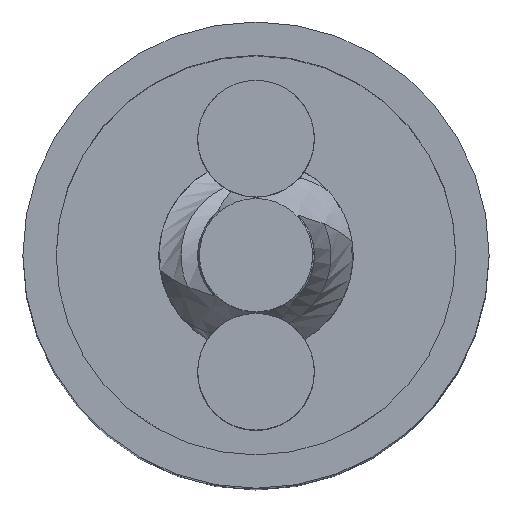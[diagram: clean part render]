
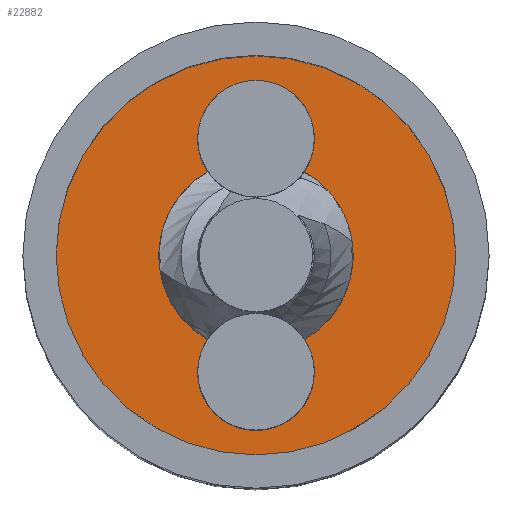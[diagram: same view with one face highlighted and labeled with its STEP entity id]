
A CAD part, top view. The second image highlights one B-rep face of the part: STEP entity #22882.
In plain terms, the highlighted planar face has unit normal (0, 0, 1).
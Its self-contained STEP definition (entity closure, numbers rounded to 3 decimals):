
#21955 = CYLINDRICAL_SURFACE('',#21956,35.);
#21956 = AXIS2_PLACEMENT_3D('',#21957,#21958,#21959);
#21957 = CARTESIAN_POINT('',(0.,70.,0.));
#21958 = DIRECTION('',(-0.,-0.,-1.));
#21959 = DIRECTION('',(1.,0.,0.));
#21984 = CYLINDRICAL_SURFACE('',#21985,58.333);
#21985 = AXIS2_PLACEMENT_3D('',#21986,#21987,#21988);
#21986 = CARTESIAN_POINT('',(0.,0.,0.));
#21987 = DIRECTION('',(-0.,-0.,-1.));
#21988 = DIRECTION('',(1.,0.,0.));
#22013 = CYLINDRICAL_SURFACE('',#22014,35.);
#22014 = AXIS2_PLACEMENT_3D('',#22015,#22016,#22017);
#22015 = CARTESIAN_POINT('',(0.,-70.,0.));
#22016 = DIRECTION('',(-0.,-0.,-1.));
#22017 = DIRECTION('',(1.,0.,0.));
#22040 = CYLINDRICAL_SURFACE('',#22041,58.333);
#22041 = AXIS2_PLACEMENT_3D('',#22042,#22043,#22044);
#22042 = CARTESIAN_POINT('',(0.,0.,0.));
#22043 = DIRECTION('',(-0.,-0.,-1.));
#22044 = DIRECTION('',(1.,0.,0.));
#22079 = CYLINDRICAL_SURFACE('',#22080,120.);
#22080 = AXIS2_PLACEMENT_3D('',#22081,#22082,#22083);
#22081 = CARTESIAN_POINT('',(0.,0.,406.667));
#22082 = DIRECTION('',(-0.,-0.,-1.));
#22083 = DIRECTION('',(1.,0.,0.));
#22621 = VERTEX_POINT('',#22622);
#22622 = CARTESIAN_POINT('',(29.102,50.556,
    406.667));
#22643 = VERTEX_POINT('',#22644);
#22644 = CARTESIAN_POINT('',(-29.102,50.556,
    406.667));
#22663 = EDGE_CURVE('',#22643,#22621,#22664,.T.);
#22664 = SURFACE_CURVE('',#22665,(#22670,#22677),.PCURVE_S1.);
#22665 = CIRCLE('',#22666,35.);
#22666 = AXIS2_PLACEMENT_3D('',#22667,#22668,#22669);
#22667 = CARTESIAN_POINT('',(0.,70.,406.667));
#22668 = DIRECTION('',(0.,0.,-1.));
#22669 = DIRECTION('',(1.,0.,0.));
#22670 = PCURVE('',#21955,#22671);
#22671 = DEFINITIONAL_REPRESENTATION('',(#22672),#22676);
#22672 = LINE('',#22673,#22674);
#22673 = CARTESIAN_POINT('',(0.,-406.667));
#22674 = VECTOR('',#22675,1.);
#22675 = DIRECTION('',(1.,-0.));
#22676 = ( GEOMETRIC_REPRESENTATION_CONTEXT(2) 
PARAMETRIC_REPRESENTATION_CONTEXT() REPRESENTATION_CONTEXT('2D SPACE',''
  ) );
#22677 = PCURVE('',#22678,#22683);
#22678 = PLANE('',#22679);
#22679 = AXIS2_PLACEMENT_3D('',#22680,#22681,#22682);
#22680 = CARTESIAN_POINT('',(0.,0.,
    406.667));
#22681 = DIRECTION('',(0.,0.,1.));
#22682 = DIRECTION('',(1.,0.,-0.));
#22683 = DEFINITIONAL_REPRESENTATION('',(#22684),#22692);
#22684 = ( BOUNDED_CURVE() B_SPLINE_CURVE(2,(#22685,#22686,#22687,#22688
    ,#22689,#22690,#22691),.UNSPECIFIED.,.T.,.F.) 
B_SPLINE_CURVE_WITH_KNOTS((1,2,2,2,2,1),(-2.094,0.,
    2.094,4.189,6.283,8.378),
.UNSPECIFIED.) CURVE() GEOMETRIC_REPRESENTATION_ITEM() 
RATIONAL_B_SPLINE_CURVE((1.,0.5,1.,0.5,1.,0.5,1.)) REPRESENTATION_ITEM(
  '') );
#22685 = CARTESIAN_POINT('',(35.,70.));
#22686 = CARTESIAN_POINT('',(35.,9.378));
#22687 = CARTESIAN_POINT('',(-17.5,39.689));
#22688 = CARTESIAN_POINT('',(-70.,70.));
#22689 = CARTESIAN_POINT('',(-17.5,100.311));
#22690 = CARTESIAN_POINT('',(35.,130.622));
#22691 = CARTESIAN_POINT('',(35.,70.));
#22692 = ( GEOMETRIC_REPRESENTATION_CONTEXT(2) 
PARAMETRIC_REPRESENTATION_CONTEXT() REPRESENTATION_CONTEXT('2D SPACE',''
  ) );
#22698 = EDGE_CURVE('',#22621,#22699,#22701,.T.);
#22699 = VERTEX_POINT('',#22700);
#22700 = CARTESIAN_POINT('',(29.102,-50.556,
    406.667));
#22701 = SURFACE_CURVE('',#22702,(#22707,#22714),.PCURVE_S1.);
#22702 = CIRCLE('',#22703,58.333);
#22703 = AXIS2_PLACEMENT_3D('',#22704,#22705,#22706);
#22704 = CARTESIAN_POINT('',(0.,0.,406.667));
#22705 = DIRECTION('',(0.,0.,-1.));
#22706 = DIRECTION('',(1.,0.,0.));
#22707 = PCURVE('',#21984,#22708);
#22708 = DEFINITIONAL_REPRESENTATION('',(#22709),#22713);
#22709 = LINE('',#22710,#22711);
#22710 = CARTESIAN_POINT('',(-6.283,-406.667));
#22711 = VECTOR('',#22712,1.);
#22712 = DIRECTION('',(1.,-0.));
#22713 = ( GEOMETRIC_REPRESENTATION_CONTEXT(2) 
PARAMETRIC_REPRESENTATION_CONTEXT() REPRESENTATION_CONTEXT('2D SPACE',''
  ) );
#22714 = PCURVE('',#22678,#22715);
#22715 = DEFINITIONAL_REPRESENTATION('',(#22716),#22724);
#22716 = ( BOUNDED_CURVE() B_SPLINE_CURVE(2,(#22717,#22718,#22719,#22720
    ,#22721,#22722,#22723),.UNSPECIFIED.,.T.,.F.) 
B_SPLINE_CURVE_WITH_KNOTS((1,2,2,2,2,1),(-2.094,0.,
    2.094,4.189,6.283,8.378),
.UNSPECIFIED.) CURVE() GEOMETRIC_REPRESENTATION_ITEM() 
RATIONAL_B_SPLINE_CURVE((1.,0.5,1.,0.5,1.,0.5,1.)) REPRESENTATION_ITEM(
  '') );
#22717 = CARTESIAN_POINT('',(58.333,0.));
#22718 = CARTESIAN_POINT('',(58.333,-101.036));
#22719 = CARTESIAN_POINT('',(-29.167,-50.518));
#22720 = CARTESIAN_POINT('',(-116.667,0.));
#22721 = CARTESIAN_POINT('',(-29.167,50.518));
#22722 = CARTESIAN_POINT('',(58.333,101.036));
#22723 = CARTESIAN_POINT('',(58.333,0.));
#22724 = ( GEOMETRIC_REPRESENTATION_CONTEXT(2) 
PARAMETRIC_REPRESENTATION_CONTEXT() REPRESENTATION_CONTEXT('2D SPACE',''
  ) );
#22750 = VERTEX_POINT('',#22751);
#22751 = CARTESIAN_POINT('',(-29.102,-50.556,
    406.667));
#22772 = EDGE_CURVE('',#22699,#22750,#22773,.T.);
#22773 = SURFACE_CURVE('',#22774,(#22779,#22786),.PCURVE_S1.);
#22774 = CIRCLE('',#22775,35.);
#22775 = AXIS2_PLACEMENT_3D('',#22776,#22777,#22778);
#22776 = CARTESIAN_POINT('',(0.,-70.,406.667));
#22777 = DIRECTION('',(0.,0.,-1.));
#22778 = DIRECTION('',(1.,0.,0.));
#22779 = PCURVE('',#22013,#22780);
#22780 = DEFINITIONAL_REPRESENTATION('',(#22781),#22785);
#22781 = LINE('',#22782,#22783);
#22782 = CARTESIAN_POINT('',(-6.283,-406.667));
#22783 = VECTOR('',#22784,1.);
#22784 = DIRECTION('',(1.,-0.));
#22785 = ( GEOMETRIC_REPRESENTATION_CONTEXT(2) 
PARAMETRIC_REPRESENTATION_CONTEXT() REPRESENTATION_CONTEXT('2D SPACE',''
  ) );
#22786 = PCURVE('',#22678,#22787);
#22787 = DEFINITIONAL_REPRESENTATION('',(#22788),#22796);
#22788 = ( BOUNDED_CURVE() B_SPLINE_CURVE(2,(#22789,#22790,#22791,#22792
    ,#22793,#22794,#22795),.UNSPECIFIED.,.T.,.F.) 
B_SPLINE_CURVE_WITH_KNOTS((1,2,2,2,2,1),(-2.094,0.,
    2.094,4.189,6.283,8.378),
.UNSPECIFIED.) CURVE() GEOMETRIC_REPRESENTATION_ITEM() 
RATIONAL_B_SPLINE_CURVE((1.,0.5,1.,0.5,1.,0.5,1.)) REPRESENTATION_ITEM(
  '') );
#22789 = CARTESIAN_POINT('',(35.,-70.));
#22790 = CARTESIAN_POINT('',(35.,-130.622));
#22791 = CARTESIAN_POINT('',(-17.5,-100.311));
#22792 = CARTESIAN_POINT('',(-70.,-70.));
#22793 = CARTESIAN_POINT('',(-17.5,-39.689));
#22794 = CARTESIAN_POINT('',(35.,-9.378));
#22795 = CARTESIAN_POINT('',(35.,-70.));
#22796 = ( GEOMETRIC_REPRESENTATION_CONTEXT(2) 
PARAMETRIC_REPRESENTATION_CONTEXT() REPRESENTATION_CONTEXT('2D SPACE',''
  ) );
#22802 = EDGE_CURVE('',#22750,#22643,#22803,.T.);
#22803 = SURFACE_CURVE('',#22804,(#22809,#22816),.PCURVE_S1.);
#22804 = CIRCLE('',#22805,58.333);
#22805 = AXIS2_PLACEMENT_3D('',#22806,#22807,#22808);
#22806 = CARTESIAN_POINT('',(0.,0.,406.667));
#22807 = DIRECTION('',(0.,0.,-1.));
#22808 = DIRECTION('',(1.,0.,0.));
#22809 = PCURVE('',#22040,#22810);
#22810 = DEFINITIONAL_REPRESENTATION('',(#22811),#22815);
#22811 = LINE('',#22812,#22813);
#22812 = CARTESIAN_POINT('',(0.,-406.667));
#22813 = VECTOR('',#22814,1.);
#22814 = DIRECTION('',(1.,-0.));
#22815 = ( GEOMETRIC_REPRESENTATION_CONTEXT(2) 
PARAMETRIC_REPRESENTATION_CONTEXT() REPRESENTATION_CONTEXT('2D SPACE',''
  ) );
#22816 = PCURVE('',#22678,#22817);
#22817 = DEFINITIONAL_REPRESENTATION('',(#22818),#22826);
#22818 = ( BOUNDED_CURVE() B_SPLINE_CURVE(2,(#22819,#22820,#22821,#22822
    ,#22823,#22824,#22825),.UNSPECIFIED.,.T.,.F.) 
B_SPLINE_CURVE_WITH_KNOTS((1,2,2,2,2,1),(-2.094,0.,
    2.094,4.189,6.283,8.378),
.UNSPECIFIED.) CURVE() GEOMETRIC_REPRESENTATION_ITEM() 
RATIONAL_B_SPLINE_CURVE((1.,0.5,1.,0.5,1.,0.5,1.)) REPRESENTATION_ITEM(
  '') );
#22819 = CARTESIAN_POINT('',(58.333,0.));
#22820 = CARTESIAN_POINT('',(58.333,-101.036));
#22821 = CARTESIAN_POINT('',(-29.167,-50.518));
#22822 = CARTESIAN_POINT('',(-116.667,0.));
#22823 = CARTESIAN_POINT('',(-29.167,50.518));
#22824 = CARTESIAN_POINT('',(58.333,101.036));
#22825 = CARTESIAN_POINT('',(58.333,0.));
#22826 = ( GEOMETRIC_REPRESENTATION_CONTEXT(2) 
PARAMETRIC_REPRESENTATION_CONTEXT() REPRESENTATION_CONTEXT('2D SPACE',''
  ) );
#22835 = VERTEX_POINT('',#22836);
#22836 = CARTESIAN_POINT('',(120.,0.,406.667));
#22857 = EDGE_CURVE('',#22835,#22835,#22858,.T.);
#22858 = SURFACE_CURVE('',#22859,(#22864,#22871),.PCURVE_S1.);
#22859 = CIRCLE('',#22860,120.);
#22860 = AXIS2_PLACEMENT_3D('',#22861,#22862,#22863);
#22861 = CARTESIAN_POINT('',(0.,0.,406.667));
#22862 = DIRECTION('',(0.,0.,1.));
#22863 = DIRECTION('',(1.,0.,-0.));
#22864 = PCURVE('',#22079,#22865);
#22865 = DEFINITIONAL_REPRESENTATION('',(#22866),#22870);
#22866 = LINE('',#22867,#22868);
#22867 = CARTESIAN_POINT('',(6.283,0.));
#22868 = VECTOR('',#22869,1.);
#22869 = DIRECTION('',(-1.,0.));
#22870 = ( GEOMETRIC_REPRESENTATION_CONTEXT(2) 
PARAMETRIC_REPRESENTATION_CONTEXT() REPRESENTATION_CONTEXT('2D SPACE',''
  ) );
#22871 = PCURVE('',#22678,#22872);
#22872 = DEFINITIONAL_REPRESENTATION('',(#22873),#22877);
#22873 = CIRCLE('',#22874,120.);
#22874 = AXIS2_PLACEMENT_2D('',#22875,#22876);
#22875 = CARTESIAN_POINT('',(0.,0.));
#22876 = DIRECTION('',(1.,0.));
#22877 = ( GEOMETRIC_REPRESENTATION_CONTEXT(2) 
PARAMETRIC_REPRESENTATION_CONTEXT() REPRESENTATION_CONTEXT('2D SPACE',''
  ) );
#22882 = ADVANCED_FACE('',(#22883,#22886),#22678,.T.);
#22883 = FACE_BOUND('',#22884,.T.);
#22884 = EDGE_LOOP('',(#22885));
#22885 = ORIENTED_EDGE('',*,*,#22857,.T.);
#22886 = FACE_BOUND('',#22887,.T.);
#22887 = EDGE_LOOP('',(#22888,#22889,#22890,#22891));
#22888 = ORIENTED_EDGE('',*,*,#22802,.T.);
#22889 = ORIENTED_EDGE('',*,*,#22663,.T.);
#22890 = ORIENTED_EDGE('',*,*,#22698,.T.);
#22891 = ORIENTED_EDGE('',*,*,#22772,.T.);
